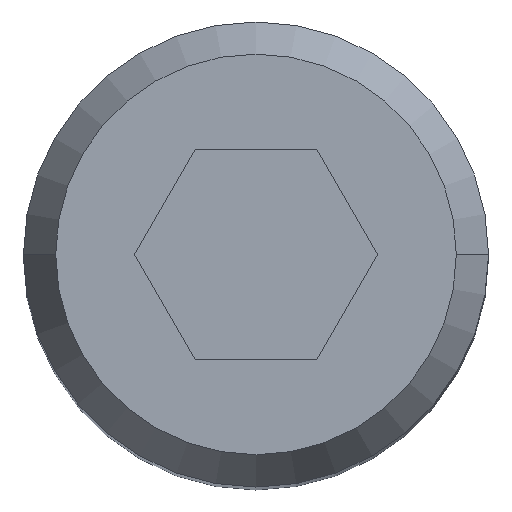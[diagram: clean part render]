
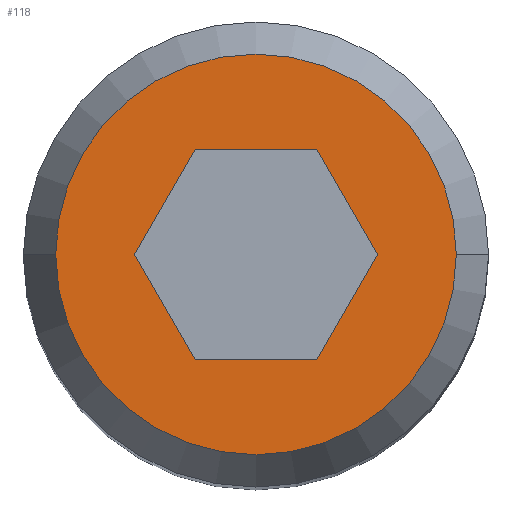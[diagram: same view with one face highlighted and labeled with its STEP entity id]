
A CAD part, top view. The second image highlights one B-rep face of the part: STEP entity #118.
In plain terms, the highlighted planar face has unit normal (0, 0, 1).
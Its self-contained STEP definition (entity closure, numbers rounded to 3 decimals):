
#118=ADVANCED_FACE('',(#301,#302),#303,.T.);
#126=EDGE_CURVE('',#184,#150,#312,.T.);
#150=VERTEX_POINT('',#340);
#154=EDGE_CURVE('',#160,#256,#344,.T.);
#156=EDGE_CURVE('',#256,#176,#346,.T.);
#160=VERTEX_POINT('',#350);
#176=VERTEX_POINT('',#369);
#178=EDGE_CURVE('',#176,#206,#371,.T.);
#184=VERTEX_POINT('',#378);
#194=EDGE_CURVE('',#150,#184,#388,.T.);
#196=EDGE_CURVE('',#206,#232,#390,.T.);
#206=VERTEX_POINT('',#401);
#228=EDGE_CURVE('',#232,#262,#427,.T.);
#232=VERTEX_POINT('',#432);
#256=VERTEX_POINT('',#458);
#262=VERTEX_POINT('',#464);
#264=EDGE_CURVE('',#262,#160,#466,.T.);
#301=FACE_BOUND('',#500,.T.);
#302=FACE_OUTER_BOUND('',#501,.T.);
#303=PLANE('',#502);
#312=CIRCLE('',#514,1.512);
#340=CARTESIAN_POINT('',(1.512,0.,15.09));
#344=LINE('',#551,#552);
#346=LINE('',#555,#556);
#350=CARTESIAN_POINT('',(-0.918,0.,15.09));
#369=CARTESIAN_POINT('',(0.459,0.795,15.09));
#371=LINE('',#589,#590);
#378=CARTESIAN_POINT('',(-1.512,0.,15.09));
#388=CIRCLE('',#614,1.512);
#390=LINE('',#617,#618);
#401=CARTESIAN_POINT('',(0.918,0.,15.09));
#427=LINE('',#665,#666);
#432=CARTESIAN_POINT('',(0.459,-0.795,15.09));
#458=CARTESIAN_POINT('',(-0.459,0.795,15.09));
#464=CARTESIAN_POINT('',(-0.459,-0.795,15.09));
#466=LINE('',#718,#719);
#500=EDGE_LOOP('',(#749,#750,#751,#752,#753,#754));
#501=EDGE_LOOP('',(#755,#756));
#502=AXIS2_PLACEMENT_3D('',#757,#758,#759);
#514=AXIS2_PLACEMENT_3D('',#774,#775,#776);
#551=CARTESIAN_POINT('',(-0.479,0.76,15.09));
#552=VECTOR('',#816,1.0);
#555=CARTESIAN_POINT('',(0.378,0.795,15.09));
#556=VECTOR('',#817,1.0);
#589=CARTESIAN_POINT('',(0.898,0.035,15.09));
#590=VECTOR('',#848,1.0);
#614=AXIS2_PLACEMENT_3D('',#860,#861,#862);
#617=CARTESIAN_POINT('',(0.668,-0.433,15.09));
#618=VECTOR('',#863,1.0);
#665=CARTESIAN_POINT('',(0.148,-0.795,15.09));
#666=VECTOR('',#909,1.0);
#718=CARTESIAN_POINT('',(-0.709,-0.362,15.09));
#719=VECTOR('',#945,1.0);
#749=ORIENTED_EDGE('',*,*,#154,.T.);
#750=ORIENTED_EDGE('',*,*,#156,.T.);
#751=ORIENTED_EDGE('',*,*,#178,.T.);
#752=ORIENTED_EDGE('',*,*,#196,.T.);
#753=ORIENTED_EDGE('',*,*,#228,.T.);
#754=ORIENTED_EDGE('',*,*,#264,.T.);
#755=ORIENTED_EDGE('',*,*,#194,.T.);
#756=ORIENTED_EDGE('',*,*,#126,.T.);
#757=CARTESIAN_POINT('',(0.756,0.,15.09));
#758=DIRECTION('',(0.,0.,1.0));
#759=DIRECTION('',(1.0,0.,0.));
#774=CARTESIAN_POINT('',(0.,0.0,15.09));
#775=DIRECTION('',(0.,0.,1.0));
#776=DIRECTION('',(1.0,0.,0.));
#816=DIRECTION('',(0.5,0.866,0.));
#817=DIRECTION('',(1.0,0.,0.));
#848=DIRECTION('',(0.5,-0.866,0.));
#860=CARTESIAN_POINT('',(0.,0.0,15.09));
#861=DIRECTION('',(0.,0.,1.0));
#862=DIRECTION('',(1.0,0.,0.));
#863=DIRECTION('',(-0.5,-0.866,0.));
#909=DIRECTION('',(-1.0,0.,0.));
#945=DIRECTION('',(-0.5,0.866,0.));
